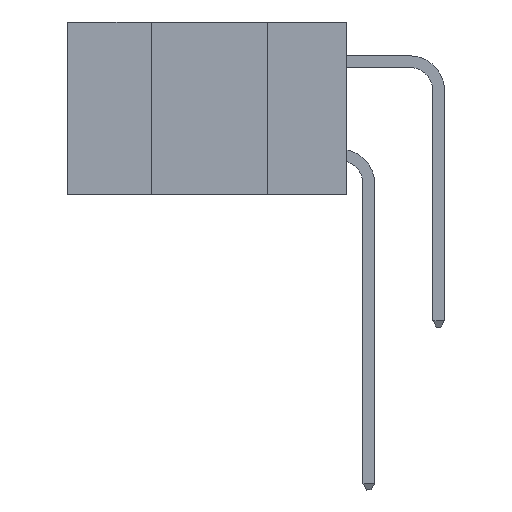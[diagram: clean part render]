
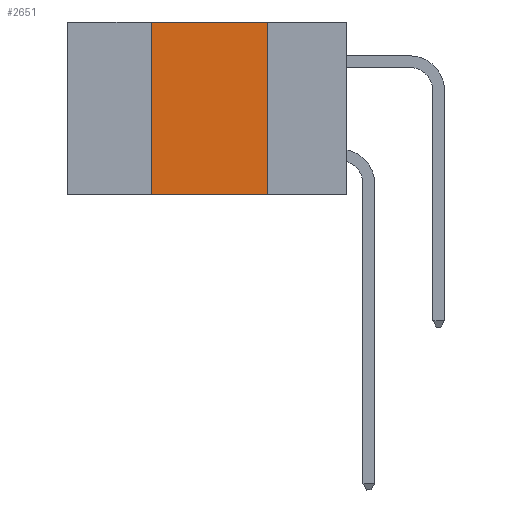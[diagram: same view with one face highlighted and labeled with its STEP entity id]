
A CAD part, left-side view. The second image highlights one B-rep face of the part: STEP entity #2651.
In plain terms, the highlighted planar face has unit normal (-1, 0, 0).
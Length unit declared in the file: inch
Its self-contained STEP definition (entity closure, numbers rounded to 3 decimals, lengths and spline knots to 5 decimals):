
#1523 = VERTEX_POINT ( 'NONE', #17229 ) ;
#1709 = DIRECTION ( 'NONE',  ( 0., 0., 1. ) ) ;
#2390 = VECTOR ( 'NONE', #15087, 39.37008 ) ;
#2651 = ADVANCED_FACE ( 'NONE', ( #15051 ), #17478, .F. ) ;
#3747 = DIRECTION ( 'NONE',  ( 0., 0., -1. ) ) ;
#3901 = LINE ( 'NONE', #9386, #2390 ) ;
#4459 = EDGE_CURVE ( 'NONE', #17702, #24354, #20071, .T. ) ;
#4577 = CARTESIAN_POINT ( 'NONE',  ( 0., 0.6, -0.37 ) ) ;
#4586 = EDGE_CURVE ( 'NONE', #1523, #9929, #14340, .T. ) ;
#4783 = EDGE_CURVE ( 'NONE', #1523, #24354, #20386, .T. ) ;
#5174 = EDGE_LOOP ( 'NONE', ( #12849, #20727, #19466, #20100 ) ) ;
#6856 = EDGE_CURVE ( 'NONE', #9929, #17702, #3901, .T. ) ;
#8449 = CARTESIAN_POINT ( 'NONE',  ( 0., 0.17, 0. ) ) ;
#8554 = VECTOR ( 'NONE', #1709, 39.37008 ) ;
#8886 = CARTESIAN_POINT ( 'NONE',  ( 0., 0.42, 0. ) ) ;
#9386 = CARTESIAN_POINT ( 'NONE',  ( 0., 0.6, 0. ) ) ;
#9513 = VECTOR ( 'NONE', #19920, 39.37008 ) ;
#9929 = VERTEX_POINT ( 'NONE', #8886 ) ;
#10381 = VECTOR ( 'NONE', #16025, 39.37008 ) ;
#12849 = ORIENTED_EDGE ( 'NONE', *, *, #4459, .F. ) ;
#14340 = LINE ( 'NONE', #24769, #8554 ) ;
#14769 = CARTESIAN_POINT ( 'NONE',  ( 0., 0.17, -0.37 ) ) ;
#15051 = FACE_OUTER_BOUND ( 'NONE', #5174, .T. ) ;
#15087 = DIRECTION ( 'NONE',  ( 0., -1., 0. ) ) ;
#16025 = DIRECTION ( 'NONE',  ( 0., 0., -1. ) ) ;
#17229 = CARTESIAN_POINT ( 'NONE',  ( 0., 0.42, -0.37 ) ) ;
#17478 = PLANE ( 'NONE',  #19810 ) ;
#17702 = VERTEX_POINT ( 'NONE', #23047 ) ;
#19084 = DIRECTION ( 'NONE',  ( 1., 0., 0. ) ) ;
#19408 = CARTESIAN_POINT ( 'NONE',  ( 0., 0.6, 0. ) ) ;
#19466 = ORIENTED_EDGE ( 'NONE', *, *, #4586, .F. ) ;
#19810 = AXIS2_PLACEMENT_3D ( 'NONE', #19408, #19084, #3747 ) ;
#19920 = DIRECTION ( 'NONE',  ( 0., -1., 0. ) ) ;
#20071 = LINE ( 'NONE', #8449, #10381 ) ;
#20100 = ORIENTED_EDGE ( 'NONE', *, *, #4783, .T. ) ;
#20386 = LINE ( 'NONE', #4577, #9513 ) ;
#20727 = ORIENTED_EDGE ( 'NONE', *, *, #6856, .F. ) ;
#23047 = CARTESIAN_POINT ( 'NONE',  ( 0., 0.17, 0. ) ) ;
#24354 = VERTEX_POINT ( 'NONE', #14769 ) ;
#24769 = CARTESIAN_POINT ( 'NONE',  ( 0., 0.42, 0. ) ) ;
